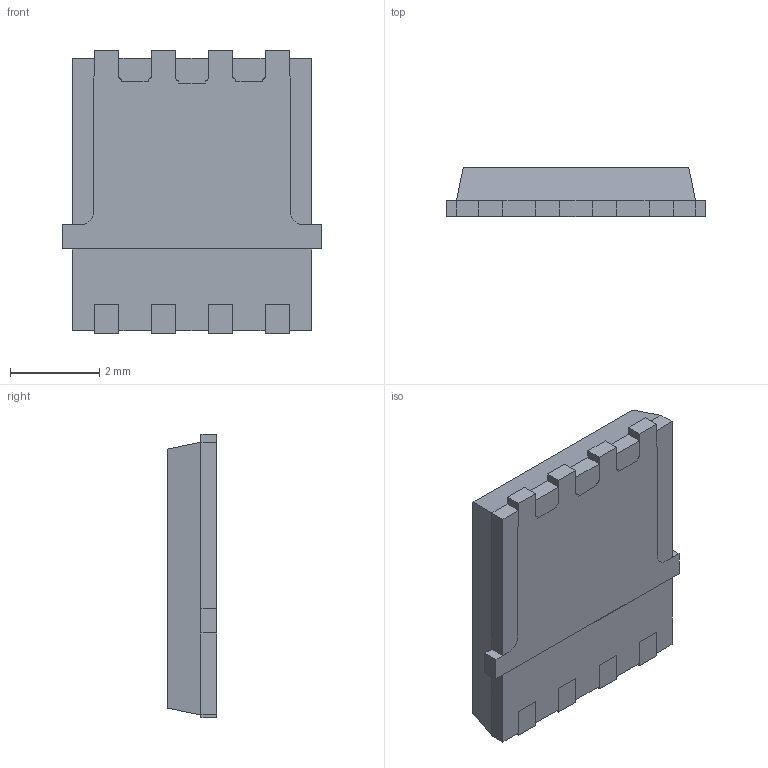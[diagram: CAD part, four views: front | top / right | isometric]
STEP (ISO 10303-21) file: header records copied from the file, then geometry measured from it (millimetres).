
FILE_DESCRIPTION (( 'STEP AP214' ), '1' );
FILE_NAME ('BSC123N10LS G.STEP', '2022-09-07T07:19:54', ( '' ), ( '' ), 'SwSTEP 2.0', 'SolidWorks 2018', '' );
FILE_SCHEMA (( 'AUTOMOTIVE_DESIGN' ));
Length unit declared in the file: millimetre
Products named in the file (1): BSC123N10LS G
Bounding box: 5.79 x 1.1 x 6.35 mm (x, y, z)
Volume: 34.9 mm3; surface area: 146.2 mm2
Topology: 6 solids, 6 shells, 138 faces, 354 edges, 228 vertices
Faces by surface type: plane 122, cylinder 16
Entity records: 5695 total; most frequent: CARTESIAN_POINT 721, ORIENTED_EDGE 708, DIRECTION 664, EDGE_CURVE 354, LINE 322, VECTOR 322, VERTEX_POINT 228, AXIS2_PLACEMENT_3D 171
